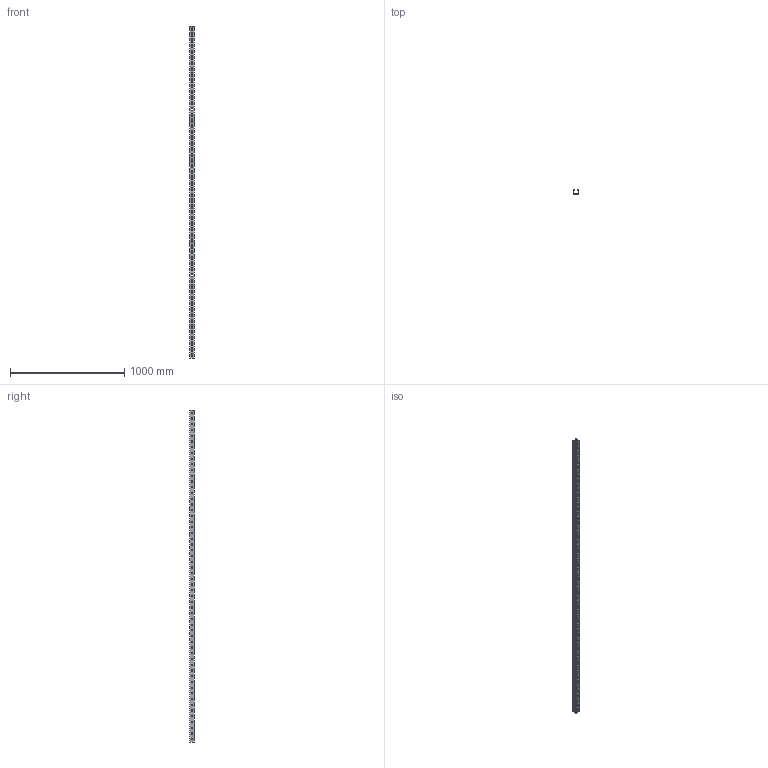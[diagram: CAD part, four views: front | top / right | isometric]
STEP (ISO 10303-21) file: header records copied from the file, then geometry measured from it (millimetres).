
FILE_DESCRIPTION (( 'STEP AP203' ), '1' );
FILE_NAME ('STRUT-镳铘桦黖h41-2900.step', '2022-01-24T12:05:16', ( '' ), ( '' ), 'SwSTEP 2.0', 'SolidWorks 2017', '' );
FILE_SCHEMA (( 'CONFIG_CONTROL_DESIGN' ));
Products named in the file (1): STRUT-镳铘桦黖h41-2900
Bounding box: 41 x 41 x 2900 mm (x, y, z)
Volume: 572385.4 mm3; surface area: 793660.7 mm2
Topology: 1 solids, 1 shells, 2344 faces, 7002 edges, 4660 vertices
Faces by surface type: plane 1990, cylinder 354
Entity records: 78575 total; most frequent: CARTESIAN_POINT 14007, ORIENTED_EDGE 14004, DIRECTION 12400, EDGE_CURVE 7002, LINE 6294, VECTOR 6294, VERTEX_POINT 4660, AXIS2_PLACEMENT_3D 3053
